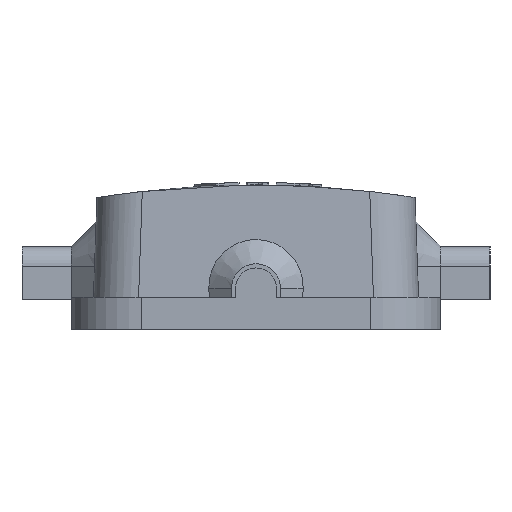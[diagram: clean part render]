
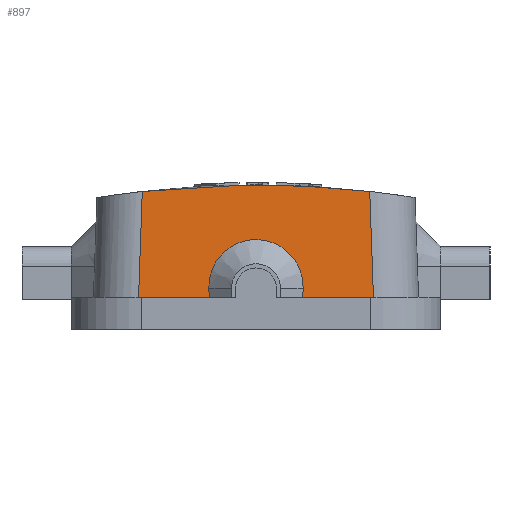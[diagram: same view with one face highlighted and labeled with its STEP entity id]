
A CAD part, left-side view. The second image highlights one B-rep face of the part: STEP entity #897.
In plain terms, the highlighted planar face has unit normal (-0.999, 0, 0.035).
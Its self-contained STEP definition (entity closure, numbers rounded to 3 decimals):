
#828=ELLIPSE('',#4855,121.974,121.9);
#840=ELLIPSE('',#4893,5.749,5.742);
#897=ADVANCED_FACE('',(#1268),#1117,.T.);
#1117=PLANE('',#4894);
#1268=FACE_OUTER_BOUND('',#1488,.T.);
#1488=EDGE_LOOP('',(#2119,#2120,#2121,#2122,#2123,#2124,#2125,#2126));
#2119=ORIENTED_EDGE('',*,*,#3592,.F.);
#2120=ORIENTED_EDGE('',*,*,#3531,.T.);
#2121=ORIENTED_EDGE('',*,*,#3593,.T.);
#2122=ORIENTED_EDGE('',*,*,#3458,.F.);
#2123=ORIENTED_EDGE('',*,*,#3594,.T.);
#2124=ORIENTED_EDGE('',*,*,#3552,.T.);
#2125=ORIENTED_EDGE('',*,*,#3595,.F.);
#2126=ORIENTED_EDGE('',*,*,#3596,.F.);
#3063=VERTEX_POINT('',#6639);
#3064=VERTEX_POINT('',#6641);
#3111=VERTEX_POINT('',#6826);
#3118=VERTEX_POINT('',#6840);
#3138=VERTEX_POINT('',#6884);
#3139=VERTEX_POINT('',#6886);
#3167=VERTEX_POINT('',#6959);
#3168=VERTEX_POINT('',#6963);
#3458=EDGE_CURVE('',#3063,#3064,#828,.T.);
#3531=EDGE_CURVE('',#3111,#3118,#4006,.T.);
#3552=EDGE_CURVE('',#3139,#3138,#4023,.T.);
#3592=EDGE_CURVE('',#3111,#3167,#4059,.T.);
#3593=EDGE_CURVE('',#3118,#3064,#4060,.T.);
#3594=EDGE_CURVE('',#3063,#3139,#4061,.T.);
#3595=EDGE_CURVE('',#3168,#3138,#4062,.T.);
#3596=EDGE_CURVE('',#3167,#3168,#840,.T.);
#4006=LINE('',#6841,#4382);
#4023=LINE('',#6885,#4399);
#4059=LINE('',#6958,#4435);
#4060=LINE('',#6960,#4436);
#4061=LINE('',#6961,#4437);
#4062=LINE('',#6962,#4438);
#4382=VECTOR('',#5485,1.);
#4399=VECTOR('',#5516,1.);
#4435=VECTOR('',#5570,1.);
#4436=VECTOR('',#5571,1.);
#4437=VECTOR('',#5572,1.);
#4438=VECTOR('',#5573,1.);
#4855=AXIS2_PLACEMENT_3D('',#6640,#5395,#5396);
#4893=AXIS2_PLACEMENT_3D('',#6964,#5574,#5575);
#4894=AXIS2_PLACEMENT_3D('',#6965,#5576,#5577);
#5395=DIRECTION('',(0.999,0.,-0.035));
#5396=DIRECTION('',(-0.035,0.,-0.999));
#5485=DIRECTION('',(0.,-1.,0.));
#5516=DIRECTION('',(0.,-1.,0.));
#5570=DIRECTION('',(0.035,-0.035,0.999));
#5571=DIRECTION('',(0.035,0.035,0.999));
#5572=DIRECTION('',(-0.035,0.035,-0.999));
#5573=DIRECTION('',(-0.035,-0.035,-0.999));
#5574=DIRECTION('',(-0.999,0.,0.035));
#5575=DIRECTION('',(0.035,0.,0.999));
#5576=DIRECTION('',(-0.999,0.,0.035));
#5577=DIRECTION('',(0.035,0.,0.999));
#6639=CARTESIAN_POINT('',(-57.649,13.853,16.81));
#6640=CARTESIAN_POINT('',(-61.878,0.,-104.3));
#6641=CARTESIAN_POINT('',(-57.649,-13.853,16.81));
#6826=CARTESIAN_POINT('',(-58.1,-5.7,3.9));
#6840=CARTESIAN_POINT('',(-58.1,-14.303,3.9));
#6841=CARTESIAN_POINT('',(-58.1,0.,3.9));
#6884=CARTESIAN_POINT('',(-58.1,5.7,3.9));
#6885=CARTESIAN_POINT('',(-58.1,0.,3.9));
#6886=CARTESIAN_POINT('',(-58.1,14.303,3.9));
#6958=CARTESIAN_POINT('',(-58.107,-5.693,3.701));
#6959=CARTESIAN_POINT('',(-58.062,-5.738,5.));
#6960=CARTESIAN_POINT('',(-58.083,-14.286,4.398));
#6961=CARTESIAN_POINT('',(-58.083,14.286,4.398));
#6962=CARTESIAN_POINT('',(-58.107,5.693,3.701));
#6963=CARTESIAN_POINT('',(-58.062,5.738,5.));
#6964=CARTESIAN_POINT('',(-58.055,0.,5.201));
#6965=CARTESIAN_POINT('',(-58.1,0.,3.9));
